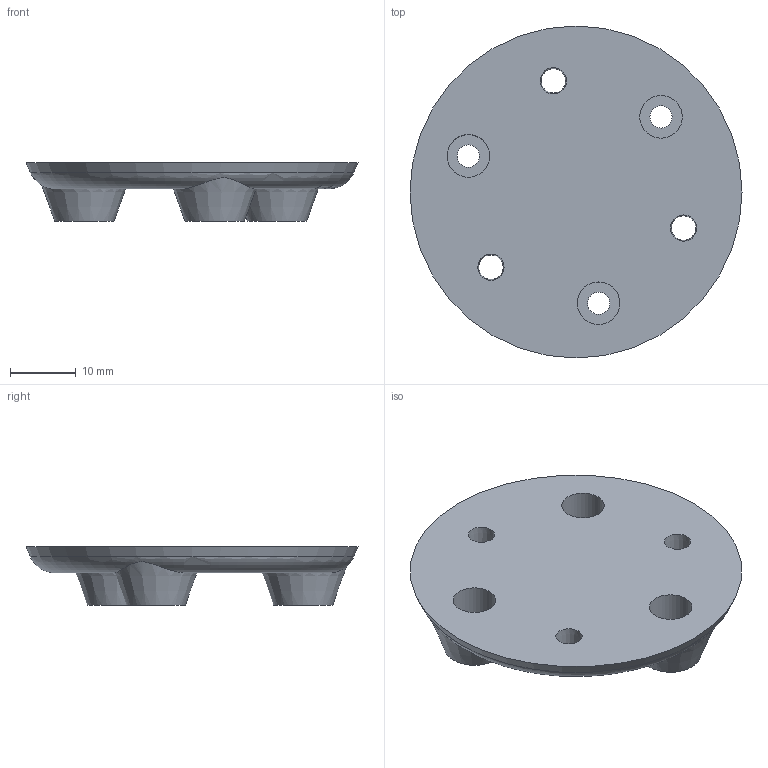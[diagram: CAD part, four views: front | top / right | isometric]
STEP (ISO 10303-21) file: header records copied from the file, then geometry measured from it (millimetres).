
FILE_DESCRIPTION(/* description */ ('STEP AP242','CAx-IF Rec.Pracs.---Representation and Presentation of Product Manufacturing Information (PMI)---4.0---2014-10-13','CAx-IF Rec.Pracs.---3D Tessellated Geometry---0.4---2014-09-14','2;1'),/* implementation_level */ '2;1');
FILE_NAME(/* name */ '63a43f3558b17b20680c26d2',/* time_stamp */ '2022-12-22T11:27:50+00:00',/* author */ (''),/* organization */ (''),/* preprocessor_version */ 'ST-DEVELOPER v18.102',/* originating_system */ ' ',/* authorisation */ ' ');
FILE_SCHEMA (('AP242_MANAGED_MODEL_BASED_3D_ENGINEERING_MIM_LF { 1 0 10303 442 1 1 4 }'));
Length unit declared in the file: metre
Products named in the file (1): adapter_plate
Bounding box: 50.68 x 50.68 x 9 mm (x, y, z)
Volume: 7776.5 mm3; surface area: 5272.2 mm2
Topology: 1 solids, 1 shells, 22 faces, 54 edges, 37 vertices
Faces by surface type: plane 8, cone 7, cylinder 6, torus 1
Full cylindrical faces by diameter (mm): 3.4 x3, 6.5 x3
Entity records: 605 total; most frequent: CARTESIAN_POINT 120, DIRECTION 104, ORIENTED_EDGE 64, AXIS2_PLACEMENT_3D 52, EDGE_LOOP 51, FACE_BOUND 51, EDGE_CURVE 32, CIRCLE 29
